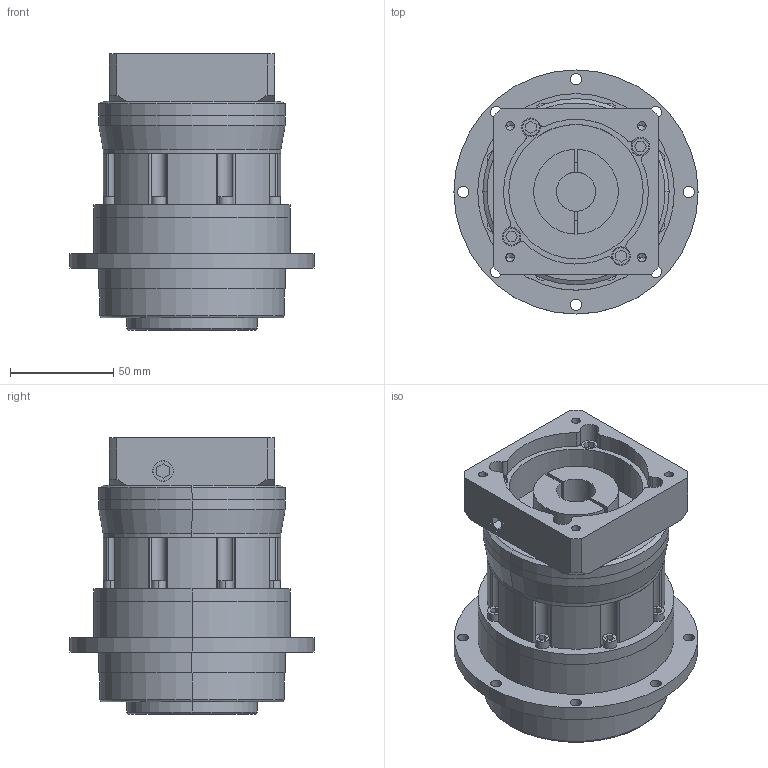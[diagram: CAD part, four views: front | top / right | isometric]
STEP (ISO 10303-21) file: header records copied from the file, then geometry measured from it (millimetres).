
FILE_DESCRIPTION (( 'STEP AP214' ), '1' );
FILE_NAME ('VGH90邧撰耀倰 源80.STEP', '2018-05-04T06:13:35', ( 'Windows' ), ( 'Microsoft' ), 'SwSTEP 2.0', 'SolidWorks 2016', '' );
FILE_SCHEMA (( 'AUTOMOTIVE_DESIGN' ));
Length unit declared in the file: millimetre
Products named in the file (1): VGH90邧撰耀倰 源80
Bounding box: 118 x 118 x 133.5 mm (x, y, z)
Volume: 750696.6 mm3; surface area: 132544.9 mm2
Topology: 5 solids, 5 shells, 374 faces, 927 edges, 592 vertices
Faces by surface type: cylinder 175, plane 161, cone 32, torus 6
Entity records: 11927 total; most frequent: DIRECTION 2039, CARTESIAN_POINT 1894, ORIENTED_EDGE 1806, EDGE_CURVE 903, AXIS2_PLACEMENT_3D 769, VERTEX_POINT 592, VECTOR 501, LINE 501
